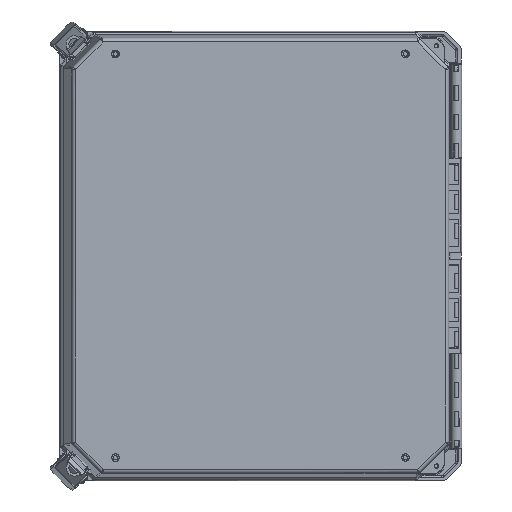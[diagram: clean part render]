
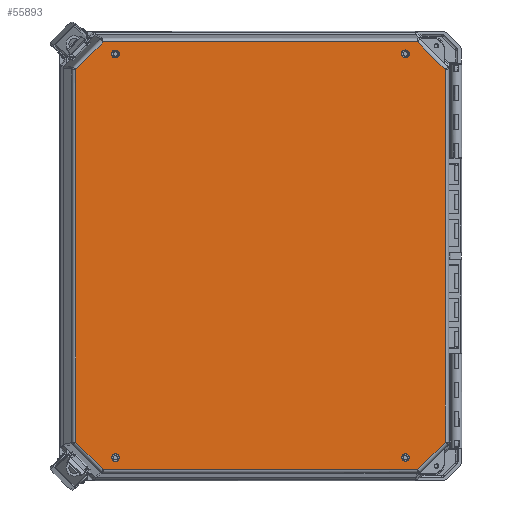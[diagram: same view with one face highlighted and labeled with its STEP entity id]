
A CAD part, top view. The second image highlights one B-rep face of the part: STEP entity #55893.
In plain terms, the highlighted face is planar.
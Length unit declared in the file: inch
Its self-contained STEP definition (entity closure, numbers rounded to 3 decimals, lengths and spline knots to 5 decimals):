
#807 = CARTESIAN_POINT ( 'NONE',  ( -12.19389, 13.49333, -5.89495 ) ) ;
#871 = VERTEX_POINT ( 'NONE', #78220 ) ;
#1935 = VECTOR ( 'NONE', #93827, 39.37008 ) ;
#2842 = VERTEX_POINT ( 'NONE', #50807 ) ;
#2944 = CARTESIAN_POINT ( 'NONE',  ( -10.43544, 14.44083, -5.90911 ) ) ;
#3162 = EDGE_CURVE ( 'NONE', #15140, #68435, #73861, .T. ) ;
#3604 = AXIS2_PLACEMENT_3D ( 'NONE', #30972, #92382, #76418 ) ;
#5625 = VECTOR ( 'NONE', #14885, 39.37008 ) ;
#7266 = DIRECTION ( 'NONE',  ( -0.707, -0.707, 0. ) ) ;
#7590 = CIRCLE ( 'NONE', #63394, 0.136 ) ;
#7645 = CARTESIAN_POINT ( 'NONE',  ( -12.19389, 0.65006, -6.11909 ) ) ;
#8722 = CARTESIAN_POINT ( 'NONE',  ( -0.96188, 0.12018, -6.32442 ) ) ;
#13774 = LINE ( 'NONE', #53646, #48067 ) ;
#14301 = VERTEX_POINT ( 'NONE', #26329 ) ;
#14522 = EDGE_LOOP ( 'NONE', ( #31819, #88308 ) ) ;
#14885 = DIRECTION ( 'NONE',  ( 0.707, -0.707, -0.025 ) ) ;
#15140 = VERTEX_POINT ( 'NONE', #73523 ) ;
#15684 = CARTESIAN_POINT ( 'NONE',  ( -10.82438, 13.89108, -5.91191 ) ) ;
#16585 = VERTEX_POINT ( 'NONE', #7645 ) ;
#18143 = DIRECTION ( 'NONE',  ( 1., 0., -0.017 ) ) ;
#18461 = VERTEX_POINT ( 'NONE', #15684 ) ;
#19583 = EDGE_CURVE ( 'NONE', #78452, #27290, #95169, .T. ) ;
#20162 = EDGE_CURVE ( 'NONE', #27290, #59414, #31418, .T. ) ;
#20501 = DIRECTION ( 'NONE',  ( 0., -1., -0.017 ) ) ;
#20584 = DIRECTION ( 'NONE',  ( 0., -1., -0.017 ) ) ;
#20965 = VECTOR ( 'NONE', #96825, 39.37008 ) ;
#21223 = ORIENTED_EDGE ( 'NONE', *, *, #40256, .T. ) ;
#21337 = DIRECTION ( 'NONE',  ( 0.017, -0.017, 1. ) ) ;
#21611 = CIRCLE ( 'NONE', #77393, 0.136 ) ;
#22513 = ORIENTED_EDGE ( 'NONE', *, *, #3162, .T. ) ;
#23299 = CIRCLE ( 'NONE', #52015, 0.136 ) ;
#24724 = CARTESIAN_POINT ( 'NONE',  ( -10.82438, 14.16303, -5.90717 ) ) ;
#25427 = EDGE_LOOP ( 'NONE', ( #40623, #68209 ) ) ;
#26012 = AXIS2_PLACEMENT_3D ( 'NONE', #98461, #43535, #20584 ) ;
#26329 = CARTESIAN_POINT ( 'NONE',  ( -10.6884, 0.11721, -6.15467 ) ) ;
#27232 = EDGE_CURVE ( 'NONE', #14301, #98003, #66432, .T. ) ;
#27290 = VERTEX_POINT ( 'NONE', #41577 ) ;
#28868 = ORIENTED_EDGE ( 'NONE', *, *, #66726, .T. ) ;
#30972 = CARTESIAN_POINT ( 'NONE',  ( -10.82438, 0.11717, -6.1523 ) ) ;
#31031 = DIRECTION ( 'NONE',  ( 1., 0., -0.017 ) ) ;
#31267 = VERTEX_POINT ( 'NONE', #24724 ) ;
#31418 = LINE ( 'NONE', #2944, #1935 ) ;
#31522 = CARTESIAN_POINT ( 'NONE',  ( -0.8259, 0.12022, -6.3268 ) ) ;
#31819 = ORIENTED_EDGE ( 'NONE', *, *, #48473, .T. ) ;
#32386 = CARTESIAN_POINT ( 'NONE',  ( -0.8259, 0.12022, -6.3268 ) ) ;
#32767 = DIRECTION ( 'NONE',  ( 0.707, 0.707, 0. ) ) ;
#32991 = CIRCLE ( 'NONE', #88813, 0.136 ) ;
#33475 = VECTOR ( 'NONE', #71151, 39.37008 ) ;
#35544 = CARTESIAN_POINT ( 'NONE',  ( 0.54361, 0.65394, -6.34139 ) ) ;
#36033 = FACE_BOUND ( 'NONE', #25427, .T. ) ;
#36049 = DIRECTION ( 'NONE',  ( 0., -1., -0.017 ) ) ;
#36532 = FACE_BOUND ( 'NONE', #80243, .T. ) ;
#36704 = ORIENTED_EDGE ( 'NONE', *, *, #75806, .T. ) ;
#37575 = CARTESIAN_POINT ( 'NONE',  ( -0.40335, 14.44388, -6.08419 ) ) ;
#37774 = DIRECTION ( 'NONE',  ( 0., -1., -0.017 ) ) ;
#38737 = EDGE_CURVE ( 'NONE', #51250, #15140, #13774, .T. ) ;
#39597 = VECTOR ( 'NONE', #20501, 39.37008 ) ;
#39826 = ORIENTED_EDGE ( 'NONE', *, *, #27232, .T. ) ;
#40256 = EDGE_CURVE ( 'NONE', #98003, #14301, #46638, .T. ) ;
#40623 = ORIENTED_EDGE ( 'NONE', *, *, #52265, .T. ) ;
#40706 = CARTESIAN_POINT ( 'NONE',  ( -12.19389, 7.0717, -6.00702 ) ) ;
#41541 = ORIENTED_EDGE ( 'NONE', *, *, #91161, .T. ) ;
#41577 = CARTESIAN_POINT ( 'NONE',  ( -11.24693, 14.44058, -5.89495 ) ) ;
#41823 = ORIENTED_EDGE ( 'NONE', *, *, #20162, .T. ) ;
#42481 = EDGE_LOOP ( 'NONE', ( #61729, #62983 ) ) ;
#43535 = DIRECTION ( 'NONE',  ( 0.017, -0.017, 1. ) ) ;
#44001 = DIRECTION ( 'NONE',  ( -1., 0., 0.017 ) ) ;
#46638 = CIRCLE ( 'NONE', #3604, 0.136 ) ;
#48067 = VECTOR ( 'NONE', #7266, 39.37008 ) ;
#48088 = VECTOR ( 'NONE', #32767, 39.37008 ) ;
#48473 = EDGE_CURVE ( 'NONE', #871, #2842, #96872, .T. ) ;
#48756 = LINE ( 'NONE', #51588, #68647 ) ;
#49170 = CARTESIAN_POINT ( 'NONE',  ( 0.54361, 13.49721, -6.11725 ) ) ;
#49299 = DIRECTION ( 'NONE',  ( 0.017, -0.017, 1. ) ) ;
#50807 = CARTESIAN_POINT ( 'NONE',  ( -0.8259, 14.16608, -6.08166 ) ) ;
#51008 = CARTESIAN_POINT ( 'NONE',  ( -0.8259, 14.0301, -6.08404 ) ) ;
#51250 = VERTEX_POINT ( 'NONE', #35544 ) ;
#51588 = CARTESIAN_POINT ( 'NONE',  ( -11.24693, -0.29661, -6.15215 ) ) ;
#52015 = AXIS2_PLACEMENT_3D ( 'NONE', #51008, #81506, #36049 ) ;
#52265 = EDGE_CURVE ( 'NONE', #18461, #31267, #69053, .T. ) ;
#53646 = CARTESIAN_POINT ( 'NONE',  ( 0.54361, 0.65394, -6.34139 ) ) ;
#53875 = VERTEX_POINT ( 'NONE', #77765 ) ;
#54449 = CARTESIAN_POINT ( 'NONE',  ( -11.24693, -0.29661, -6.15215 ) ) ;
#55319 = DIRECTION ( 'NONE',  ( 1., 0., -0.017 ) ) ;
#55707 = CARTESIAN_POINT ( 'NONE',  ( -12.19389, 13.49333, -5.89495 ) ) ;
#55893 = ADVANCED_FACE ( 'NONE', ( #66988, #36033, #96964, #36532, #89476 ), #73500, .T. ) ;
#56507 = DIRECTION ( 'NONE',  ( 0., -1., -0.017 ) ) ;
#57421 = EDGE_CURVE ( 'NONE', #2842, #871, #23299, .T. ) ;
#57789 = EDGE_CURVE ( 'NONE', #98542, #53875, #21611, .T. ) ;
#58551 = AXIS2_PLACEMENT_3D ( 'NONE', #76214, #21337, #37774 ) ;
#59414 = VERTEX_POINT ( 'NONE', #37575 ) ;
#60094 = AXIS2_PLACEMENT_3D ( 'NONE', #79047, #94042, #18143 ) ;
#60463 = EDGE_CURVE ( 'NONE', #53875, #98542, #32991, .T. ) ;
#60773 = CARTESIAN_POINT ( 'NONE',  ( -0.40335, 14.44388, -6.08419 ) ) ;
#61729 = ORIENTED_EDGE ( 'NONE', *, *, #60463, .T. ) ;
#61753 = LINE ( 'NONE', #60773, #5625 ) ;
#62983 = ORIENTED_EDGE ( 'NONE', *, *, #57789, .T. ) ;
#63394 = AXIS2_PLACEMENT_3D ( 'NONE', #86524, #64027, #56507 ) ;
#63690 = ORIENTED_EDGE ( 'NONE', *, *, #96539, .T. ) ;
#63866 = CARTESIAN_POINT ( 'NONE',  ( -10.96036, 0.11713, -6.14993 ) ) ;
#64027 = DIRECTION ( 'NONE',  ( 0.017, -0.017, 1. ) ) ;
#66342 = CARTESIAN_POINT ( 'NONE',  ( -10.43544, -0.29636, -6.16631 ) ) ;
#66432 = CIRCLE ( 'NONE', #60094, 0.136 ) ;
#66726 = EDGE_CURVE ( 'NONE', #16585, #78452, #85664, .T. ) ;
#66913 = CARTESIAN_POINT ( 'NONE',  ( 0.54361, 7.07558, -6.22932 ) ) ;
#66988 = FACE_OUTER_BOUND ( 'NONE', #86521, .T. ) ;
#67820 = VERTEX_POINT ( 'NONE', #49170 ) ;
#68209 = ORIENTED_EDGE ( 'NONE', *, *, #71434, .T. ) ;
#68435 = VERTEX_POINT ( 'NONE', #54449 ) ;
#68647 = VECTOR ( 'NONE', #72223, 39.37008 ) ;
#69053 = CIRCLE ( 'NONE', #26012, 0.136 ) ;
#71151 = DIRECTION ( 'NONE',  ( 0., 1., 0.017 ) ) ;
#71434 = EDGE_CURVE ( 'NONE', #31267, #18461, #7590, .T. ) ;
#72223 = DIRECTION ( 'NONE',  ( -0.707, 0.707, 0.025 ) ) ;
#73500 = PLANE ( 'NONE',  #77400 ) ;
#73523 = CARTESIAN_POINT ( 'NONE',  ( -0.40335, -0.29331, -6.34139 ) ) ;
#73861 = LINE ( 'NONE', #66342, #20965 ) ;
#74001 = DIRECTION ( 'NONE',  ( -0.017, 0.017, -1. ) ) ;
#75806 = EDGE_CURVE ( 'NONE', #68435, #16585, #48756, .T. ) ;
#75844 = ORIENTED_EDGE ( 'NONE', *, *, #19583, .T. ) ;
#76214 = CARTESIAN_POINT ( 'NONE',  ( -0.8259, 14.0301, -6.08404 ) ) ;
#76418 = DIRECTION ( 'NONE',  ( 1., 0., -0.017 ) ) ;
#77393 = AXIS2_PLACEMENT_3D ( 'NONE', #32386, #49299, #55319 ) ;
#77400 = AXIS2_PLACEMENT_3D ( 'NONE', #97974, #74001, #44001 ) ;
#77765 = CARTESIAN_POINT ( 'NONE',  ( -0.68992, 0.12026, -6.32917 ) ) ;
#78220 = CARTESIAN_POINT ( 'NONE',  ( -0.8259, 13.89412, -6.08641 ) ) ;
#78452 = VERTEX_POINT ( 'NONE', #807 ) ;
#79047 = CARTESIAN_POINT ( 'NONE',  ( -10.82438, 0.11717, -6.1523 ) ) ;
#80243 = EDGE_LOOP ( 'NONE', ( #39826, #21223 ) ) ;
#81506 = DIRECTION ( 'NONE',  ( 0.017, -0.017, 1. ) ) ;
#85463 = DIRECTION ( 'NONE',  ( 0.017, -0.017, 1. ) ) ;
#85664 = LINE ( 'NONE', #40706, #33475 ) ;
#86521 = EDGE_LOOP ( 'NONE', ( #28868, #75844, #41823, #41541, #63690, #96924, #22513, #36704 ) ) ;
#86524 = CARTESIAN_POINT ( 'NONE',  ( -10.82438, 14.02705, -5.90954 ) ) ;
#88308 = ORIENTED_EDGE ( 'NONE', *, *, #57421, .T. ) ;
#88813 = AXIS2_PLACEMENT_3D ( 'NONE', #31522, #85463, #31031 ) ;
#88916 = LINE ( 'NONE', #66913, #39597 ) ;
#89476 = FACE_BOUND ( 'NONE', #14522, .T. ) ;
#91161 = EDGE_CURVE ( 'NONE', #59414, #67820, #61753, .T. ) ;
#92382 = DIRECTION ( 'NONE',  ( 0.017, -0.017, 1. ) ) ;
#93827 = DIRECTION ( 'NONE',  ( 1., 0., -0.017 ) ) ;
#94042 = DIRECTION ( 'NONE',  ( 0.017, -0.017, 1. ) ) ;
#95169 = LINE ( 'NONE', #55707, #48088 ) ;
#96539 = EDGE_CURVE ( 'NONE', #67820, #51250, #88916, .T. ) ;
#96825 = DIRECTION ( 'NONE',  ( -1., 0., 0.017 ) ) ;
#96872 = CIRCLE ( 'NONE', #58551, 0.136 ) ;
#96924 = ORIENTED_EDGE ( 'NONE', *, *, #38737, .T. ) ;
#96964 = FACE_BOUND ( 'NONE', #42481, .T. ) ;
#97974 = CARTESIAN_POINT ( 'NONE',  ( -10.43544, 7.07223, -6.03771 ) ) ;
#98003 = VERTEX_POINT ( 'NONE', #63866 ) ;
#98461 = CARTESIAN_POINT ( 'NONE',  ( -10.82438, 14.02705, -5.90954 ) ) ;
#98542 = VERTEX_POINT ( 'NONE', #8722 ) ;
